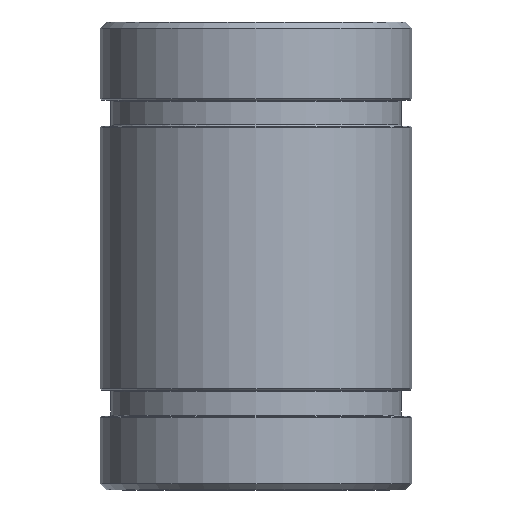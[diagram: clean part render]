
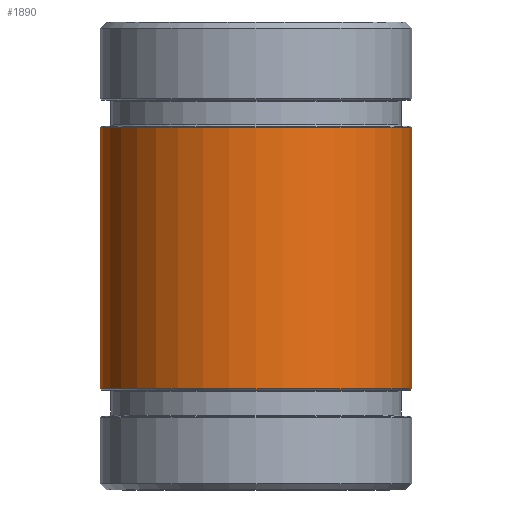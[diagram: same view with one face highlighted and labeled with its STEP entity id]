
A CAD part, front view. The second image highlights one B-rep face of the part: STEP entity #1890.
In plain terms, the highlighted cylindrical face has radius 6.344 mm (diameter 12.687 mm), a partial arc.
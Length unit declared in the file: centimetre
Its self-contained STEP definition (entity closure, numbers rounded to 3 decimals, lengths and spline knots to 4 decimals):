
#96 = CARTESIAN_POINT ( 'NONE',  ( -0.6344, 0., 1.4757 ) ) ;
#113 = CARTESIAN_POINT ( 'NONE',  ( 0.6344, 0., 0.4115 ) ) ;
#140 = CARTESIAN_POINT ( 'NONE',  ( 0.6344, 0., 1.4757 ) ) ;
#162 = CARTESIAN_POINT ( 'NONE',  ( -0.6344, 0., 0.4115 ) ) ;
#218 = AXIS2_PLACEMENT_3D ( 'NONE', #1066, #1050, #1049 ) ;
#238 = AXIS2_PLACEMENT_3D ( 'NONE', #832, #833, #834 ) ;
#312 = AXIS2_PLACEMENT_3D ( 'NONE', #678, #672, #665 ) ;
#319 = EDGE_CURVE ( 'NONE', #1352, #1286, #2137, .T. ) ;
#355 = ORIENTED_EDGE ( 'NONE', *, *, #1839, .T. ) ;
#393 = ORIENTED_EDGE ( 'NONE', *, *, #319, .T. ) ;
#410 = ORIENTED_EDGE ( 'NONE', *, *, #1856, .F. ) ;
#665 = DIRECTION ( 'NONE',  ( 1., 0., 0. ) ) ;
#672 = DIRECTION ( 'NONE',  ( 0., 0., -1. ) ) ;
#678 = CARTESIAN_POINT ( 'NONE',  ( 0., 0., 1.4757 ) ) ;
#832 = CARTESIAN_POINT ( 'NONE',  ( 0., 0., 0.4115 ) ) ;
#833 = DIRECTION ( 'NONE',  ( 0., 0., 1. ) ) ;
#834 = DIRECTION ( 'NONE',  ( 1., 0., 0. ) ) ;
#882 = CARTESIAN_POINT ( 'NONE',  ( -0.6344, 0., 0. ) ) ;
#883 = DIRECTION ( 'NONE',  ( 0., 0., 1. ) ) ;
#1049 = DIRECTION ( 'NONE',  ( 1., 0., 0. ) ) ;
#1050 = DIRECTION ( 'NONE',  ( 0., 0., 1. ) ) ;
#1066 = CARTESIAN_POINT ( 'NONE',  ( 0., 0., 0. ) ) ;
#1256 = ORIENTED_EDGE ( 'NONE', *, *, #1775, .T. ) ;
#1279 = EDGE_LOOP ( 'NONE', ( #410, #355, #1256, #393 ) ) ;
#1286 = VERTEX_POINT ( 'NONE', #96 ) ;
#1304 = VERTEX_POINT ( 'NONE', #113 ) ;
#1352 = VERTEX_POINT ( 'NONE', #140 ) ;
#1413 = VERTEX_POINT ( 'NONE', #162 ) ;
#1464 = CARTESIAN_POINT ( 'NONE',  ( 0.6344, 0., 0. ) ) ;
#1468 = DIRECTION ( 'NONE',  ( 0., 0., 1. ) ) ;
#1775 = EDGE_CURVE ( 'NONE', #1304, #1352, #1993, .T. ) ;
#1839 = EDGE_CURVE ( 'NONE', #1413, #1304, #2096, .T. ) ;
#1856 = EDGE_CURVE ( 'NONE', #1413, #1286, #1988, .T. ) ;
#1890 = ADVANCED_FACE ( 'NONE', ( #2024 ), #1937, .T. ) ;
#1937 = CYLINDRICAL_SURFACE ( 'NONE', #218, 0.6344 ) ;
#1977 = VECTOR ( 'NONE', #1468, 100. ) ;
#1988 = LINE ( 'NONE', #882, #1991 ) ;
#1991 = VECTOR ( 'NONE', #883, 100. ) ;
#1993 = LINE ( 'NONE', #1464, #1977 ) ;
#2024 = FACE_OUTER_BOUND ( 'NONE', #1279, .T. ) ;
#2096 = CIRCLE ( 'NONE', #238, 0.6344 ) ;
#2137 = CIRCLE ( 'NONE', #312, 0.6344 ) ;
